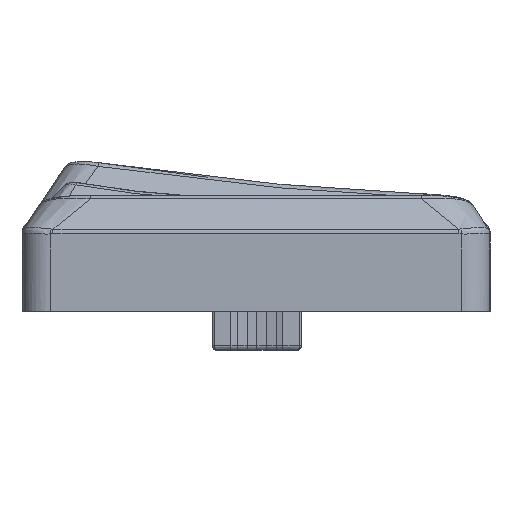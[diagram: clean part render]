
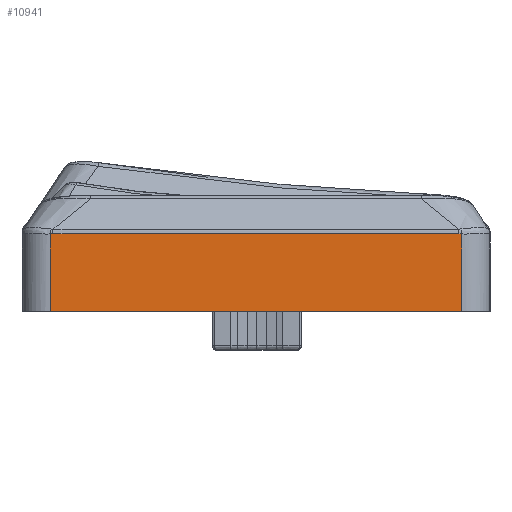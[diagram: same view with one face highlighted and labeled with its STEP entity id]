
A CAD part, left-side view. The second image highlights one B-rep face of the part: STEP entity #10941.
In plain terms, the highlighted planar face has unit normal (-1, 0, 0).
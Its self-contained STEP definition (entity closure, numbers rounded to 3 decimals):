
#45=ELLIPSE('',#11491,1.034,0.617);
#223=PLANE('',#11529);
#697=LINE('',#33613,#1045);
#705=LINE('',#33901,#1053);
#714=LINE('',#34239,#1062);
#725=LINE('',#34472,#1073);
#1045=VECTOR('',#12558,10.);
#1053=VECTOR('',#12604,10.);
#1062=VECTOR('',#12651,10.);
#1073=VECTOR('',#12708,10.);
#1808=FACE_OUTER_BOUND('',#2564,.T.);
#2564=EDGE_LOOP('',(#9092,#9093,#9094,#9095,#9096,#9097));
#3582=B_SPLINE_CURVE_WITH_KNOTS('',3,(#33921,#33922,#33923,#33924),
 .UNSPECIFIED.,.F.,.F.,(4,4),(-0.009,0.),.UNSPECIFIED.);
#4561=VERTEX_POINT('',#33609);
#4563=VERTEX_POINT('',#33612);
#4586=VERTEX_POINT('',#33863);
#4588=VERTEX_POINT('',#33898);
#4589=VERTEX_POINT('',#33900);
#4591=VERTEX_POINT('',#33957);
#6033=EDGE_CURVE('',#4563,#4561,#697,.F.);
#6067=EDGE_CURVE('',#4588,#4589,#705,.T.);
#6070=EDGE_CURVE('',#4589,#4586,#3582,.T.);
#6076=EDGE_CURVE('',#4591,#4588,#45,.T.);
#6108=EDGE_CURVE('',#4563,#4591,#714,.T.);
#6136=EDGE_CURVE('',#4586,#4561,#725,.T.);
#9092=ORIENTED_EDGE('',*,*,#6076,.F.);
#9093=ORIENTED_EDGE('',*,*,#6108,.F.);
#9094=ORIENTED_EDGE('',*,*,#6033,.T.);
#9095=ORIENTED_EDGE('',*,*,#6136,.F.);
#9096=ORIENTED_EDGE('',*,*,#6070,.F.);
#9097=ORIENTED_EDGE('',*,*,#6067,.F.);
#10941=ADVANCED_FACE('',(#1808),#223,.F.);
#11491=AXIS2_PLACEMENT_3D('',#33993,#12612,#12613);
#11529=AXIS2_PLACEMENT_3D('',#34471,#12706,#12707);
#12558=DIRECTION('',(0.,1.,0.));
#12604=DIRECTION('',(0.,-1.,0.));
#12612=DIRECTION('center_axis',(1.,0.,0.));
#12613=DIRECTION('ref_axis',(0.,-0.893,0.45));
#12651=DIRECTION('',(0.,0.,1.));
#12706=DIRECTION('center_axis',(1.,0.,0.));
#12707=DIRECTION('ref_axis',(0.,0.,-1.));
#12708=DIRECTION('',(0.,0.,-1.));
#33609=CARTESIAN_POINT('',(-25.242,-35.232,-1.422));
#33612=CARTESIAN_POINT('',(-25.242,-20.732,-1.422));
#33613=CARTESIAN_POINT('',(-25.242,-31.732,-1.422));
#33863=CARTESIAN_POINT('',(-25.242,-35.232,1.305));
#33898=CARTESIAN_POINT('',(-25.242,-20.824,1.309));
#33900=CARTESIAN_POINT('',(-25.242,-35.139,1.309));
#33901=CARTESIAN_POINT('',(-25.242,-31.115,1.309));
#33921=CARTESIAN_POINT('Ctrl Pts',(-25.242,-35.139,1.309));
#33922=CARTESIAN_POINT('Ctrl Pts',(-25.242,-35.17,
1.309));
#33923=CARTESIAN_POINT('Ctrl Pts',(-25.242,-35.201,
1.308));
#33924=CARTESIAN_POINT('Ctrl Pts',(-25.242,-35.232,
1.305));
#33957=CARTESIAN_POINT('',(-25.242,-20.732,1.305));
#33993=CARTESIAN_POINT('Origin',(-25.242,-20.441,0.588));
#34239=CARTESIAN_POINT('',(-25.242,-20.732,1.402));
#34471=CARTESIAN_POINT('Origin',(-25.242,-27.982,1.402));
#34472=CARTESIAN_POINT('',(-25.242,-35.232,1.402));
